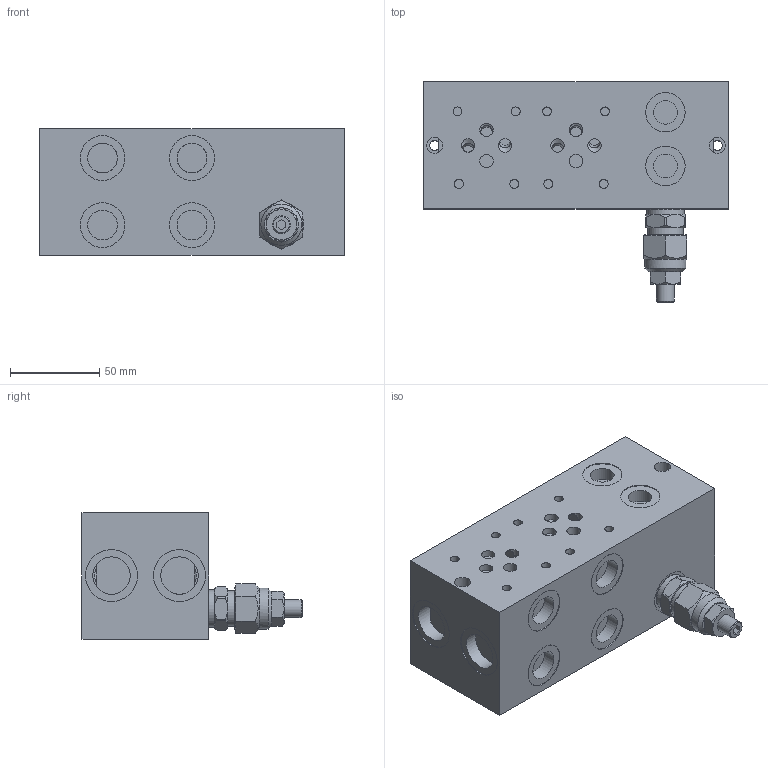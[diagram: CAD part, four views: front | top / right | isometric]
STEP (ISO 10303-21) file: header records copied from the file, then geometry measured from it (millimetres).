
FILE_DESCRIPTION(/* description */ ('Unknown'),/* implementation_level */ '2;1');
FILE_NAME(/* name */ 'PB.29020-001',/* time_stamp */ '2023-07-20T10:26:18+02:00',/* author */ ('Unknown'),/* organization */ ('Unknown'),/* preprocessor_version */ 'ST-DEVELOPER v18.102',/* originating_system */ 'Solid Edge',/* authorisation */ 'Unknown');
FILE_SCHEMA (('AUTOMOTIVE_DESIGN {1 0 10303 214 3 1 1}'));
Length unit declared in the file: millimetre
Products named in the file (2): PB; PB.29020
Assembly tree (1 placements, depth 2):
  PB
    PB.29020
Bounding box: 170 x 123 x 70.5 mm (x, y, z)
Volume: 831845.7 mm3; surface area: 76088 mm2
Topology: 2 solids, 2 shells, 254 faces, 603 edges, 399 vertices
Faces by surface type: plane 150, cylinder 66, cone 38
Full cylindrical faces by diameter (mm): 5 x8, 5.5 x2, 6.5 x6, 7.5 x8, 8 x4, 9 x2, 10 x1, 13.2 x2, 16.662 x4, 20 x2, 20.955 x4, 21 x2, 22 x2, 23 x1, 25 x5, 29 x4
Entity records: 7120 total; most frequent: CARTESIAN_POINT 1674, DIRECTION 1132, ORIENTED_EDGE 1020, EDGE_CURVE 510, AXIS2_PLACEMENT_3D 460, VERTEX_POINT 370, EDGE_LOOP 368, FACE_BOUND 368
